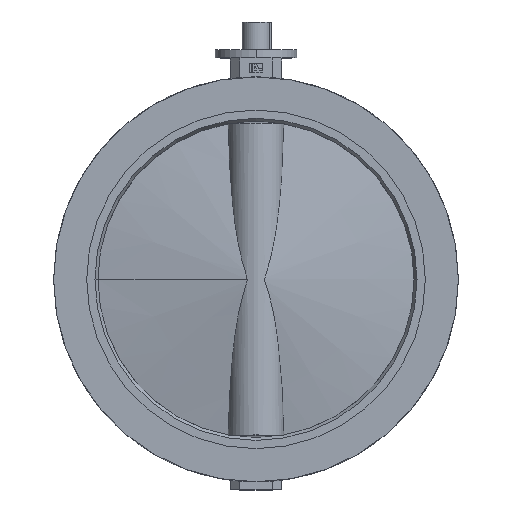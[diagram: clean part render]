
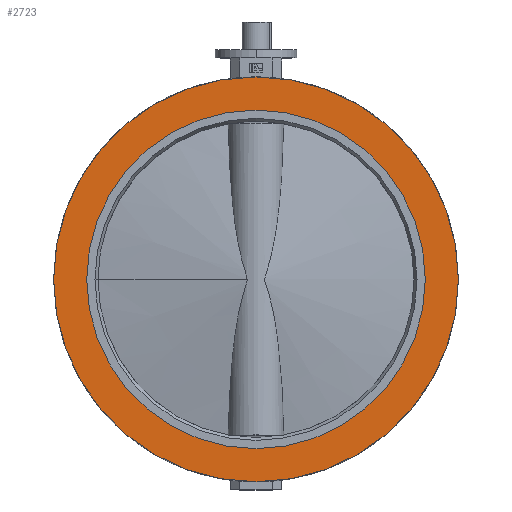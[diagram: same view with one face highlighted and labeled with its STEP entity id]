
A CAD part, top view. The second image highlights one B-rep face of the part: STEP entity #2723.
In plain terms, the highlighted planar face has unit normal (0, 0, 1).
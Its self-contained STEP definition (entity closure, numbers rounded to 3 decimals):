
#158 = CARTESIAN_POINT ( 'NONE',  ( 0., 0., 140. ) ) ;
#159 = DIRECTION ( 'NONE',  ( 0., 0., 1. ) ) ;
#160 = DIRECTION ( 'NONE',  ( 1., 0., 0. ) ) ;
#169 = CARTESIAN_POINT ( 'NONE',  ( 0., 0., 140. ) ) ;
#170 = DIRECTION ( 'NONE',  ( 0., 0., 1. ) ) ;
#171 = DIRECTION ( 'NONE',  ( 1., 0., 0. ) ) ;
#284 = EDGE_CURVE ( 'NONE', #3169, #3223, #1612, .T. ) ;
#290 = EDGE_CURVE ( 'NONE', #1066, #1089, #1614, .T. ) ;
#1066 = VERTEX_POINT ( 'NONE', #2553 ) ;
#1089 = VERTEX_POINT ( 'NONE', #2576 ) ;
#1612 = CIRCLE ( 'NONE', #3532, 873. ) ;
#1614 = CIRCLE ( 'NONE', #3533, 730. ) ;
#2025 = AXIS2_PLACEMENT_3D ( 'NONE', #158, #159, #160 ) ;
#2027 = AXIS2_PLACEMENT_3D ( 'NONE', #169, #170, #171 ) ;
#2107 = CIRCLE ( 'NONE', #2025, 730. ) ;
#2117 = CIRCLE ( 'NONE', #2027, 873. ) ;
#2486 = CARTESIAN_POINT ( 'NONE',  ( 0., 0., 140. ) ) ;
#2487 = DIRECTION ( 'NONE',  ( 0., 0., 1. ) ) ;
#2488 = DIRECTION ( 'NONE',  ( 1., 0., 0. ) ) ;
#2494 = CARTESIAN_POINT ( 'NONE',  ( 0., 0., 140. ) ) ;
#2495 = DIRECTION ( 'NONE',  ( 0., 0., 1. ) ) ;
#2496 = DIRECTION ( 'NONE',  ( 1., 0., 0. ) ) ;
#2553 = CARTESIAN_POINT ( 'NONE',  ( 730., 0., 140. ) ) ;
#2576 = CARTESIAN_POINT ( 'NONE',  ( -730., 0., 140. ) ) ;
#2634 = ORIENTED_EDGE ( 'NONE', *, *, #3430, .T. ) ;
#2723 = ADVANCED_FACE ( 'NONE', ( #2932, #2954 ), #4041, .F. ) ;
#2932 = FACE_BOUND ( 'NONE', #4913, .T. ) ;
#2954 = FACE_OUTER_BOUND ( 'NONE', #4915, .T. ) ;
#3169 = VERTEX_POINT ( 'NONE', #4234 ) ;
#3223 = VERTEX_POINT ( 'NONE', #4288 ) ;
#3426 = EDGE_CURVE ( 'NONE', #1089, #1066, #2107, .T. ) ;
#3430 = EDGE_CURVE ( 'NONE', #3223, #3169, #2117, .T. ) ;
#3532 = AXIS2_PLACEMENT_3D ( 'NONE', #2486, #2487, #2488 ) ;
#3533 = AXIS2_PLACEMENT_3D ( 'NONE', #2494, #2495, #2496 ) ;
#3580 = AXIS2_PLACEMENT_3D ( 'NONE', #4040, #3733, #3734 ) ;
#3733 = DIRECTION ( 'NONE',  ( 0., 0., -1. ) ) ;
#3734 = DIRECTION ( 'NONE',  ( -1., 0., 0. ) ) ;
#3955 = ORIENTED_EDGE ( 'NONE', *, *, #284, .T. ) ;
#3956 = ORIENTED_EDGE ( 'NONE', *, *, #290, .F. ) ;
#3957 = ORIENTED_EDGE ( 'NONE', *, *, #3426, .F. ) ;
#4040 = CARTESIAN_POINT ( 'NONE',  ( 0., 873., 140. ) ) ;
#4041 = PLANE ( 'NONE',  #3580 ) ;
#4234 = CARTESIAN_POINT ( 'NONE',  ( -873., 0., 140. ) ) ;
#4288 = CARTESIAN_POINT ( 'NONE',  ( 873., 0., 140. ) ) ;
#4913 = EDGE_LOOP ( 'NONE', ( #3956, #3957 ) ) ;
#4915 = EDGE_LOOP ( 'NONE', ( #2634, #3955 ) ) ;
